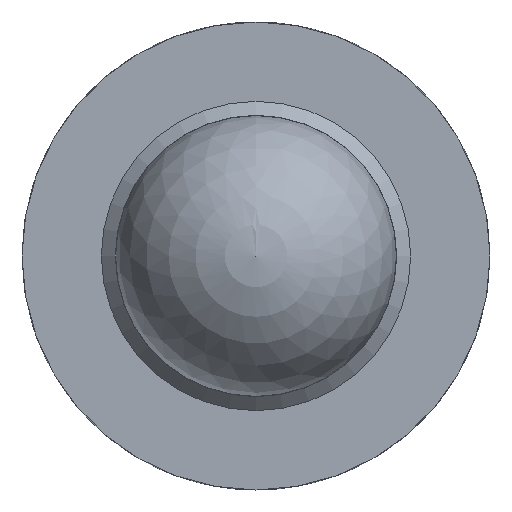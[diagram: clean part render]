
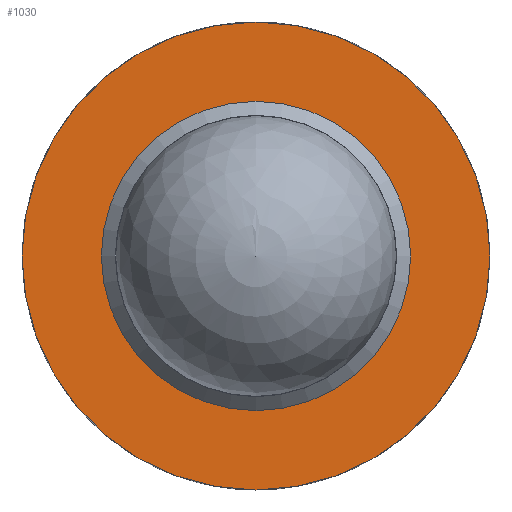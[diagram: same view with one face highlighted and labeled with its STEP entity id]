
A CAD part, front view. The second image highlights one B-rep face of the part: STEP entity #1030.
In plain terms, the highlighted planar face has unit normal (0, -1, 0).
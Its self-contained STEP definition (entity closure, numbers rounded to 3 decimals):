
#44=FACE_BOUND('',#218,.T.);
#76=PLANE('',#1189);
#134=FACE_OUTER_BOUND('',#217,.T.);
#217=EDGE_LOOP('',(#847));
#218=EDGE_LOOP('',(#848));
#373=CIRCLE('',#1156,20.);
#393=CIRCLE('',#1190,12.);
#462=VERTEX_POINT('',#1764);
#478=VERTEX_POINT('',#1820);
#578=EDGE_CURVE('',#462,#462,#373,.T.);
#604=EDGE_CURVE('',#478,#478,#393,.T.);
#847=ORIENTED_EDGE('',*,*,#578,.T.);
#848=ORIENTED_EDGE('',*,*,#604,.F.);
#1030=ADVANCED_FACE('',(#134,#44),#76,.T.);
#1156=AXIS2_PLACEMENT_3D('',#1765,#1434,#1435);
#1189=AXIS2_PLACEMENT_3D('',#1819,#1506,#1507);
#1190=AXIS2_PLACEMENT_3D('',#1821,#1508,#1509);
#1434=DIRECTION('center_axis',(0.,-1.,0.));
#1435=DIRECTION('ref_axis',(1.,0.,0.));
#1506=DIRECTION('center_axis',(0.,-1.,0.));
#1507=DIRECTION('ref_axis',(0.,0.,-1.));
#1508=DIRECTION('center_axis',(0.,-1.,0.));
#1509=DIRECTION('ref_axis',(1.,0.,0.));
#1764=CARTESIAN_POINT('',(-20.,82.,0.));
#1765=CARTESIAN_POINT('Origin',(0.,82.,0.));
#1819=CARTESIAN_POINT('Origin',(16.,82.,0.));
#1820=CARTESIAN_POINT('',(-12.,82.,0.));
#1821=CARTESIAN_POINT('Origin',(0.,82.,0.));
